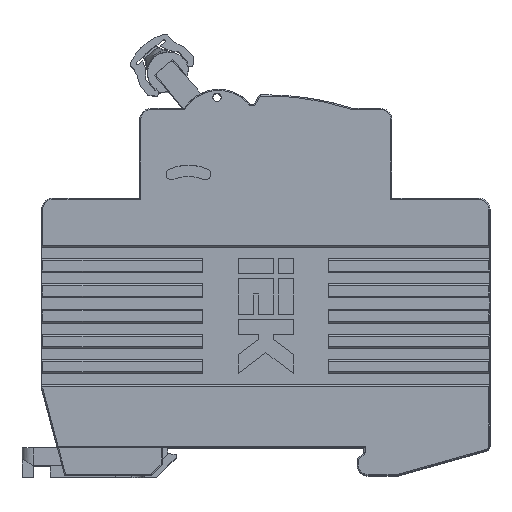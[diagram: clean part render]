
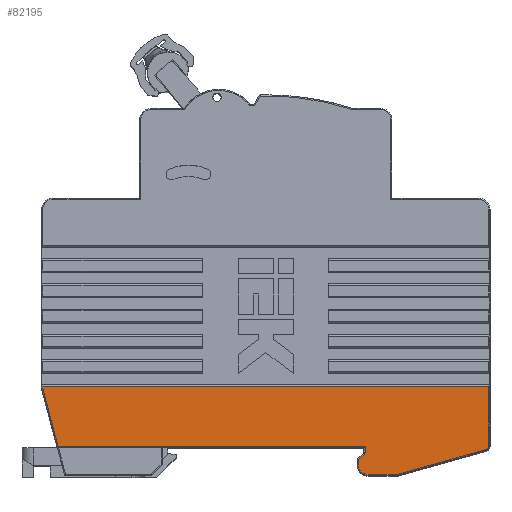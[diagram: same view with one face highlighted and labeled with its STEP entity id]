
A CAD part, top view. The second image highlights one B-rep face of the part: STEP entity #82195.
In plain terms, the highlighted planar face has unit normal (0, 0, 1).
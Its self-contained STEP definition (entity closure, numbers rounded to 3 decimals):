
#851 = LINE ( 'NONE', #44855, #71639 ) ;
#1263 = CIRCLE ( 'NONE', #33586, 1.8 ) ;
#1990 = CARTESIAN_POINT ( 'NONE',  ( -26.01, -12.872, 62.84 ) ) ;
#2345 = AXIS2_PLACEMENT_3D ( 'NONE', #59339, #18329, #67417 ) ;
#2389 = VECTOR ( 'NONE', #13843, 1000. ) ;
#2658 = DIRECTION ( 'NONE',  ( -0.768, -0.64, 0. ) ) ;
#3497 = ORIENTED_EDGE ( 'NONE', *, *, #37751, .T. ) ;
#3700 = DIRECTION ( 'NONE',  ( 0., -1., 0. ) ) ;
#5201 = LINE ( 'NONE', #33492, #76043 ) ;
#6675 = ORIENTED_EDGE ( 'NONE', *, *, #43349, .T. ) ;
#7101 = CARTESIAN_POINT ( 'NONE',  ( -25.519, -23.572, 62.84 ) ) ;
#7268 = AXIS2_PLACEMENT_3D ( 'NONE', #74897, #33880, #81826 ) ;
#7954 = DIRECTION ( 'NONE',  ( 1., 0., 0. ) ) ;
#8170 = EDGE_CURVE ( 'NONE', #87088, #88651, #71660, .T. ) ;
#8329 = CARTESIAN_POINT ( 'NONE',  ( 29.083, -24.986, 62.84 ) ) ;
#9729 = DIRECTION ( 'NONE',  ( 0., 0., 1. ) ) ;
#11127 = EDGE_CURVE ( 'NONE', #17807, #87088, #66646, .T. ) ;
#12876 = CARTESIAN_POINT ( 'NONE',  ( -28.27, -12.872, 62.84 ) ) ;
#13231 = ORIENTED_EDGE ( 'NONE', *, *, #87071, .T. ) ;
#13653 = AXIS2_PLACEMENT_3D ( 'NONE', #73226, #32214, #80181 ) ;
#13843 = DIRECTION ( 'NONE',  ( 0., -1., 0. ) ) ;
#14504 = CARTESIAN_POINT ( 'NONE',  ( -28.27, -13.166, 62.84 ) ) ;
#16051 = LINE ( 'NONE', #1990, #86903 ) ;
#17620 = CARTESIAN_POINT ( 'NONE',  ( -26.01, -23.572, 62.84 ) ) ;
#17807 = VERTEX_POINT ( 'NONE', #53227 ) ;
#18329 = DIRECTION ( 'NONE',  ( 0., 0., 1. ) ) ;
#18440 = CARTESIAN_POINT ( 'NONE',  ( 28.027, -25.866, 62.84 ) ) ;
#24416 = DIRECTION ( 'NONE',  ( -0.256, 0.967, 0. ) ) ;
#28273 = VERTEX_POINT ( 'NONE', #73251 ) ;
#28923 = CARTESIAN_POINT ( 'NONE',  ( 29.227, -24.678, 62.84 ) ) ;
#29983 = VERTEX_POINT ( 'NONE', #51534 ) ;
#30292 = VECTOR ( 'NONE', #34501, 1000. ) ;
#30869 = ORIENTED_EDGE ( 'NONE', *, *, #35728, .T. ) ;
#32214 = DIRECTION ( 'NONE',  ( 0., 0., 1. ) ) ;
#33109 = EDGE_CURVE ( 'NONE', #51086, #34522, #41560, .T. ) ;
#33492 = CARTESIAN_POINT ( 'NONE',  ( -28.27, -13.192, 62.84 ) ) ;
#33586 = AXIS2_PLACEMENT_3D ( 'NONE', #50800, #9729, #57703 ) ;
#33880 = DIRECTION ( 'NONE',  ( 0., 0., 1. ) ) ;
#34148 = CIRCLE ( 'NONE', #2345, 0.4 ) ;
#34501 = DIRECTION ( 'NONE',  ( 0.963, 0.271, 0. ) ) ;
#34522 = VERTEX_POINT ( 'NONE', #14504 ) ;
#35348 = EDGE_CURVE ( 'NONE', #59264, #64308, #39783, .T. ) ;
#35457 = VECTOR ( 'NONE', #2658, 1000. ) ;
#35728 = EDGE_CURVE ( 'NONE', #46560, #51016, #16051, .T. ) ;
#36141 = VERTEX_POINT ( 'NONE', #28923 ) ;
#37751 = EDGE_CURVE ( 'NONE', #51016, #34522, #5201, .T. ) ;
#39456 = VECTOR ( 'NONE', #24416, 1000. ) ;
#39783 = LINE ( 'NONE', #70938, #35457 ) ;
#41073 = FACE_OUTER_BOUND ( 'NONE', #81078, .T. ) ;
#41368 = CARTESIAN_POINT ( 'NONE',  ( 35.024, -28.572, 62.84 ) ) ;
#41560 = LINE ( 'NONE', #72328, #39456 ) ;
#42989 = LINE ( 'NONE', #59929, #79473 ) ;
#43349 = EDGE_CURVE ( 'NONE', #83577, #17807, #82381, .T. ) ;
#44855 = CARTESIAN_POINT ( 'NONE',  ( 29.227, -24.772, 62.84 ) ) ;
#45246 = CARTESIAN_POINT ( 'NONE',  ( 51.33, -23.371, 62.84 ) ) ;
#45918 = VECTOR ( 'NONE', #7954, 1000. ) ;
#46560 = VERTEX_POINT ( 'NONE', #70322 ) ;
#47397 = EDGE_CURVE ( 'NONE', #59264, #36141, #34148, .T. ) ;
#48845 = ORIENTED_EDGE ( 'NONE', *, *, #11127, .T. ) ;
#50800 = CARTESIAN_POINT ( 'NONE',  ( 29.827, -26.772, 62.84 ) ) ;
#51016 = VERTEX_POINT ( 'NONE', #12876 ) ;
#51086 = VERTEX_POINT ( 'NONE', #7101 ) ;
#51534 = CARTESIAN_POINT ( 'NONE',  ( 29.227, -23.572, 62.84 ) ) ;
#52050 = CARTESIAN_POINT ( 'NONE',  ( 50.746, -24.141, 62.84 ) ) ;
#53227 = CARTESIAN_POINT ( 'NONE',  ( 34.997, -28.572, 62.84 ) ) ;
#54096 = DIRECTION ( 'NONE',  ( 0., -1., 0. ) ) ;
#55678 = CARTESIAN_POINT ( 'NONE',  ( 29.827, -28.572, 62.84 ) ) ;
#57703 = DIRECTION ( 'NONE',  ( 1., 0., 0. ) ) ;
#59237 = LINE ( 'NONE', #61789, #2389 ) ;
#59264 = VERTEX_POINT ( 'NONE', #8329 ) ;
#59339 = CARTESIAN_POINT ( 'NONE',  ( 28.827, -24.678, 62.84 ) ) ;
#59929 = CARTESIAN_POINT ( 'NONE',  ( 51.33, -12.872, 62.84 ) ) ;
#60859 = ORIENTED_EDGE ( 'NONE', *, *, #84208, .T. ) ;
#61789 = CARTESIAN_POINT ( 'NONE',  ( 28.027, -26.772, 62.84 ) ) ;
#63761 = ORIENTED_EDGE ( 'NONE', *, *, #8170, .T. ) ;
#63866 = ORIENTED_EDGE ( 'NONE', *, *, #33109, .F. ) ;
#64308 = VERTEX_POINT ( 'NONE', #18440 ) ;
#66514 = DIRECTION ( 'NONE',  ( 0., 1., 0. ) ) ;
#66646 = LINE ( 'NONE', #75531, #30292 ) ;
#66815 = LINE ( 'NONE', #17620, #82991 ) ;
#67417 = DIRECTION ( 'NONE',  ( 1., 0., 0. ) ) ;
#70322 = CARTESIAN_POINT ( 'NONE',  ( 51.33, -12.872, 62.84 ) ) ;
#70674 = ORIENTED_EDGE ( 'NONE', *, *, #75481, .T. ) ;
#70938 = CARTESIAN_POINT ( 'NONE',  ( -4.703, -53.141, 62.84 ) ) ;
#71639 = VECTOR ( 'NONE', #3700, 1000. ) ;
#71660 = CIRCLE ( 'NONE', #7268, 0.8 ) ;
#72328 = CARTESIAN_POINT ( 'NONE',  ( -24.562, -27.189, 62.84 ) ) ;
#73226 = CARTESIAN_POINT ( 'NONE',  ( -26.01, -27.572, 62.84 ) ) ;
#73251 = CARTESIAN_POINT ( 'NONE',  ( 28.027, -26.772, 62.84 ) ) ;
#74897 = CARTESIAN_POINT ( 'NONE',  ( 50.53, -23.371, 62.84 ) ) ;
#75481 = EDGE_CURVE ( 'NONE', #28273, #83577, #1263, .T. ) ;
#75531 = CARTESIAN_POINT ( 'NONE',  ( 50.746, -24.141, 62.84 ) ) ;
#75833 = ORIENTED_EDGE ( 'NONE', *, *, #35348, .T. ) ;
#76043 = VECTOR ( 'NONE', #54096, 1000. ) ;
#77560 = DIRECTION ( 'NONE',  ( -1., 0., 0. ) ) ;
#79473 = VECTOR ( 'NONE', #66514, 1000. ) ;
#80181 = DIRECTION ( 'NONE',  ( 1., 0., 0. ) ) ;
#81078 = EDGE_LOOP ( 'NONE', ( #30869, #3497, #63866, #13231, #60859, #87227, #75833, #88399, #70674, #6675, #48845, #63761, #83819 ) ) ;
#81826 = DIRECTION ( 'NONE',  ( 1., 0., 0. ) ) ;
#82195 = ADVANCED_FACE ( 'NONE', ( #41073 ), #86756, .T. ) ;
#82381 = LINE ( 'NONE', #41368, #45918 ) ;
#82991 = VECTOR ( 'NONE', #86267, 1000. ) ;
#83007 = EDGE_CURVE ( 'NONE', #64308, #28273, #59237, .T. ) ;
#83577 = VERTEX_POINT ( 'NONE', #55678 ) ;
#83819 = ORIENTED_EDGE ( 'NONE', *, *, #88111, .T. ) ;
#84208 = EDGE_CURVE ( 'NONE', #29983, #36141, #851, .T. ) ;
#86267 = DIRECTION ( 'NONE',  ( 1., 0., 0. ) ) ;
#86756 = PLANE ( 'NONE',  #13653 ) ;
#86903 = VECTOR ( 'NONE', #77560, 1000. ) ;
#87071 = EDGE_CURVE ( 'NONE', #51086, #29983, #66815, .T. ) ;
#87088 = VERTEX_POINT ( 'NONE', #52050 ) ;
#87227 = ORIENTED_EDGE ( 'NONE', *, *, #47397, .F. ) ;
#88111 = EDGE_CURVE ( 'NONE', #88651, #46560, #42989, .T. ) ;
#88399 = ORIENTED_EDGE ( 'NONE', *, *, #83007, .T. ) ;
#88651 = VERTEX_POINT ( 'NONE', #45246 ) ;
